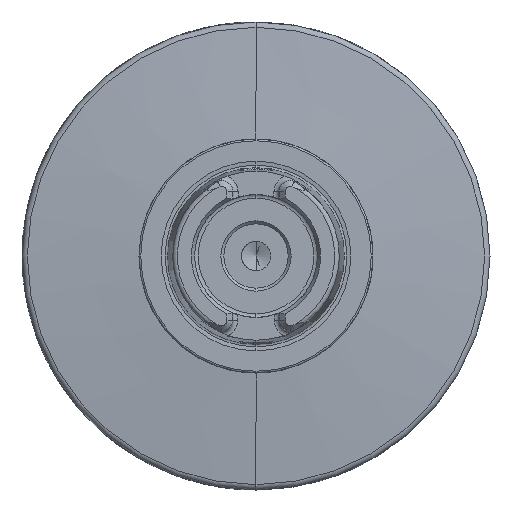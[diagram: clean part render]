
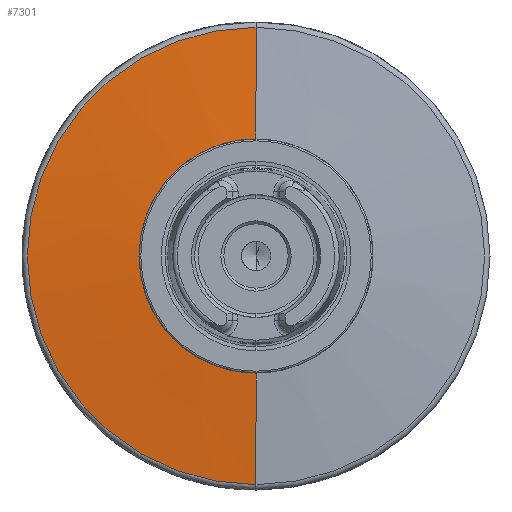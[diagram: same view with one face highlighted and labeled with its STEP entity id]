
A CAD part, left-side view. The second image highlights one B-rep face of the part: STEP entity #7301.
In plain terms, the highlighted conical face has half-angle 85 degrees and reference radius 39.087 mm.
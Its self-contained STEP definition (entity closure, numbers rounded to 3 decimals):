
#639 = CARTESIAN_POINT ( 'NONE',  ( 35.996, 0., -17.413 ) ) ;
#641 = CARTESIAN_POINT ( 'NONE',  ( 37.892, 0., -39.087 ) ) ;
#772 = CARTESIAN_POINT ( 'NONE',  ( 37.892, 0., 39.087 ) ) ;
#817 = CIRCLE ( 'NONE', #5025, 39.087 ) ;
#818 = LINE ( 'NONE', #7073, #820 ) ;
#820 = VECTOR ( 'NONE', #7038, 1000. ) ;
#1305 = VERTEX_POINT ( 'NONE', #641 ) ;
#1320 = VERTEX_POINT ( 'NONE', #639 ) ;
#1495 = VERTEX_POINT ( 'NONE', #772 ) ;
#1670 = VERTEX_POINT ( 'NONE', #8445 ) ;
#2631 = EDGE_LOOP ( 'NONE', ( #2901, #2869, #2847, #2963 ) ) ;
#2847 = ORIENTED_EDGE ( 'NONE', *, *, #6357, .T. ) ;
#2869 = ORIENTED_EDGE ( 'NONE', *, *, #6358, .T. ) ;
#2901 = ORIENTED_EDGE ( 'NONE', *, *, #6399, .F. ) ;
#2963 = ORIENTED_EDGE ( 'NONE', *, *, #6400, .F. ) ;
#3901 = DIRECTION ( 'NONE',  ( 0., 0., -1. ) ) ;
#3905 = DIRECTION ( 'NONE',  ( 1., 0., 0. ) ) ;
#3906 = CARTESIAN_POINT ( 'NONE',  ( 37.892, 0., 0. ) ) ;
#5025 = AXIS2_PLACEMENT_3D ( 'NONE', #7074, #7075, #7076 ) ;
#5064 = AXIS2_PLACEMENT_3D ( 'NONE', #10114, #10115, #10116 ) ;
#5301 = AXIS2_PLACEMENT_3D ( 'NONE', #3906, #3905, #3901 ) ;
#6357 = EDGE_CURVE ( 'NONE', #1495, #1305, #817, .T. ) ;
#6358 = EDGE_CURVE ( 'NONE', #1670, #1495, #818, .T. ) ;
#6399 = EDGE_CURVE ( 'NONE', #1670, #1320, #10703, .T. ) ;
#6400 = EDGE_CURVE ( 'NONE', #1320, #1305, #10709, .T. ) ;
#7038 = DIRECTION ( 'NONE',  ( 0.087, 0., 0.996 ) ) ;
#7073 = CARTESIAN_POINT ( 'NONE',  ( 37.892, 0., 39.087 ) ) ;
#7074 = CARTESIAN_POINT ( 'NONE',  ( 37.892, 0., 0. ) ) ;
#7075 = DIRECTION ( 'NONE',  ( -1., 0., 0. ) ) ;
#7076 = DIRECTION ( 'NONE',  ( 0., 0., 1. ) ) ;
#7301 = ADVANCED_FACE ( 'NONE', ( #10910 ), #10918, .T. ) ;
#8445 = CARTESIAN_POINT ( 'NONE',  ( 35.996, 0., 17.413 ) ) ;
#10101 = CARTESIAN_POINT ( 'NONE',  ( 37.892, 0., -39.087 ) ) ;
#10110 = DIRECTION ( 'NONE',  ( 0.087, 0., -0.996 ) ) ;
#10114 = CARTESIAN_POINT ( 'NONE',  ( 35.996, 0., 0. ) ) ;
#10115 = DIRECTION ( 'NONE',  ( -1., 0., 0. ) ) ;
#10116 = DIRECTION ( 'NONE',  ( 0., 0., 1. ) ) ;
#10703 = CIRCLE ( 'NONE', #5064, 17.413 ) ;
#10709 = LINE ( 'NONE', #10101, #10711 ) ;
#10711 = VECTOR ( 'NONE', #10110, 1000. ) ;
#10910 = FACE_OUTER_BOUND ( 'NONE', #2631, .T. ) ;
#10918 = CONICAL_SURFACE ( 'NONE', #5301, 39.087, 1.484 ) ;
